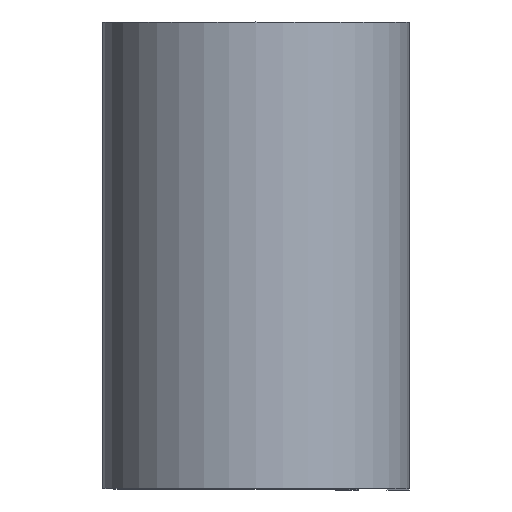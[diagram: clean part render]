
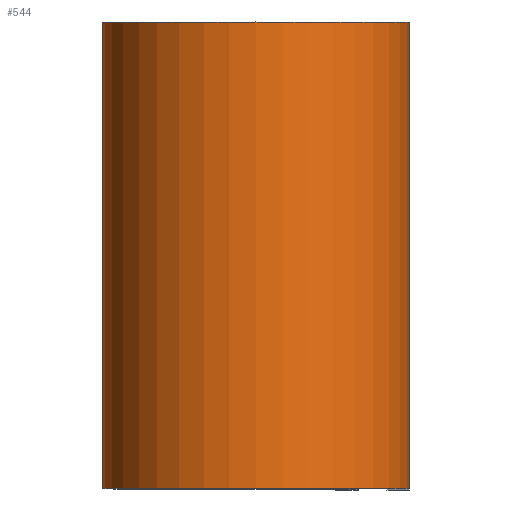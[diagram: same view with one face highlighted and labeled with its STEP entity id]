
A CAD part, top view. The second image highlights one B-rep face of the part: STEP entity #544.
In plain terms, the highlighted cylindrical face has radius 8.357 mm (diameter 16.713 mm), a partial arc.
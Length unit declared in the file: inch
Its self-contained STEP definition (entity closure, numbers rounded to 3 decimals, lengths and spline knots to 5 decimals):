
#6 = VECTOR ( 'NONE', #215, 39.37008 ) ;
#16 = CARTESIAN_POINT ( 'NONE',  ( 0.329, 0.5, 0.562 ) ) ;
#40 = EDGE_LOOP ( 'NONE', ( #632, #776, #545, #172 ) ) ;
#74 = CARTESIAN_POINT ( 'NONE',  ( -0.329, 0.5, 0.562 ) ) ;
#83 = DIRECTION ( 'NONE',  ( 0., 0., -1. ) ) ;
#172 = ORIENTED_EDGE ( 'NONE', *, *, #558, .T. ) ;
#192 = FACE_OUTER_BOUND ( 'NONE', #40, .T. ) ;
#196 = DIRECTION ( 'NONE',  ( 0., 1., 0. ) ) ;
#199 = CARTESIAN_POINT ( 'NONE',  ( 0., 0.5, 0.562 ) ) ;
#215 = DIRECTION ( 'NONE',  ( 0., -1., 0. ) ) ;
#221 = CARTESIAN_POINT ( 'NONE',  ( 0.329, 0.5, 0.562 ) ) ;
#251 = CIRCLE ( 'NONE', #460, 0.329 ) ;
#269 = VECTOR ( 'NONE', #434, 39.37008 ) ;
#273 = DIRECTION ( 'NONE',  ( 1., 0., 0. ) ) ;
#285 = DIRECTION ( 'NONE',  ( 0., -1., 0. ) ) ;
#316 = EDGE_CURVE ( 'NONE', #561, #514, #251, .T. ) ;
#341 = EDGE_CURVE ( 'NONE', #706, #831, #775, .T. ) ;
#434 = DIRECTION ( 'NONE',  ( 0., -1., 0. ) ) ;
#460 = AXIS2_PLACEMENT_3D ( 'NONE', #628, #196, #689 ) ;
#463 = LINE ( 'NONE', #16, #269 ) ;
#514 = VERTEX_POINT ( 'NONE', #832 ) ;
#544 = ADVANCED_FACE ( 'NONE', ( #192 ), #553, .T. ) ;
#545 = ORIENTED_EDGE ( 'NONE', *, *, #341, .F. ) ;
#553 = CYLINDRICAL_SURFACE ( 'NONE', #560, 0.329 ) ;
#558 = EDGE_CURVE ( 'NONE', #706, #561, #724, .T. ) ;
#560 = AXIS2_PLACEMENT_3D ( 'NONE', #872, #285, #83 ) ;
#561 = VERTEX_POINT ( 'NONE', #579 ) ;
#579 = CARTESIAN_POINT ( 'NONE',  ( -0.329, -0.5, 0.562 ) ) ;
#584 = AXIS2_PLACEMENT_3D ( 'NONE', #199, #691, #273 ) ;
#628 = CARTESIAN_POINT ( 'NONE',  ( 0., -0.5, 0.562 ) ) ;
#632 = ORIENTED_EDGE ( 'NONE', *, *, #316, .T. ) ;
#649 = EDGE_CURVE ( 'NONE', #831, #514, #463, .T. ) ;
#689 = DIRECTION ( 'NONE',  ( 1., 0., 0. ) ) ;
#691 = DIRECTION ( 'NONE',  ( 0., 1., 0. ) ) ;
#703 = CARTESIAN_POINT ( 'NONE',  ( -0.329, 0.5, 0.562 ) ) ;
#706 = VERTEX_POINT ( 'NONE', #74 ) ;
#724 = LINE ( 'NONE', #703, #6 ) ;
#775 = CIRCLE ( 'NONE', #584, 0.329 ) ;
#776 = ORIENTED_EDGE ( 'NONE', *, *, #649, .F. ) ;
#831 = VERTEX_POINT ( 'NONE', #221 ) ;
#832 = CARTESIAN_POINT ( 'NONE',  ( 0.329, -0.5, 0.562 ) ) ;
#872 = CARTESIAN_POINT ( 'NONE',  ( 0., 0.5, 0.562 ) ) ;
